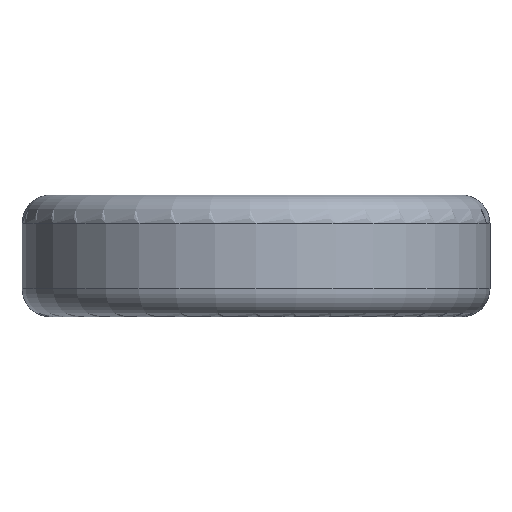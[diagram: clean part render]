
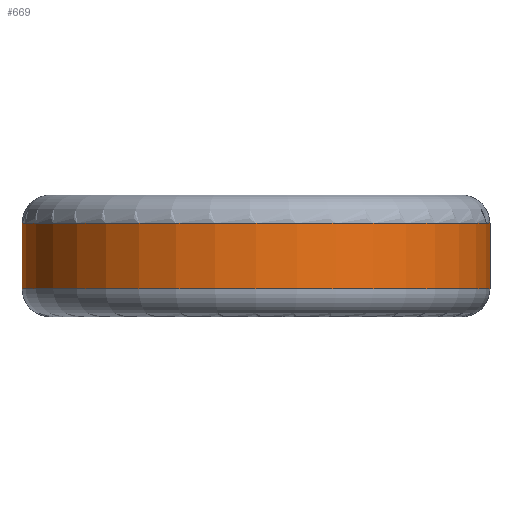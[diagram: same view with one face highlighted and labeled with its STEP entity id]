
A CAD part, front view. The second image highlights one B-rep face of the part: STEP entity #669.
In plain terms, the highlighted cylindrical face has radius 8.25 mm (diameter 16.5 mm), a partial arc.
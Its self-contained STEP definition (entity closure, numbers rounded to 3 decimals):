
#40=CARTESIAN_POINT('',(0.,0.,3.3));
#41=DIRECTION('',(0.,0.,1.));
#42=DIRECTION('',(-1.,0.,0.));
#43=AXIS2_PLACEMENT_3D('',#40,#41,#42);
#45=CARTESIAN_POINT('',(0.,0.,1.));
#46=DIRECTION('',(0.,0.,-1.));
#47=DIRECTION('',(1.,0.,0.));
#48=AXIS2_PLACEMENT_3D('',#45,#46,#47);
#50=DIRECTION('',(0.,0.,1.));
#51=VECTOR('',#50,2.3);
#52=CARTESIAN_POINT('',(-8.25,0.,1.));
#53=LINE('',#52,#51);
#158=DIRECTION('',(0.,0.,1.));
#159=VECTOR('',#158,2.3);
#160=CARTESIAN_POINT('',(8.25,0.,1.));
#161=LINE('',#160,#159);
#595=CARTESIAN_POINT('',(-8.25,0.,3.3));
#596=CARTESIAN_POINT('',(8.25,0.,3.3));
#597=VERTEX_POINT('',#595);
#598=VERTEX_POINT('',#596);
#601=CARTESIAN_POINT('',(8.25,0.,1.));
#602=CARTESIAN_POINT('',(-8.25,0.,1.));
#603=VERTEX_POINT('',#601);
#604=VERTEX_POINT('',#602);
#655=CARTESIAN_POINT('',(0.,0.,0.));
#656=DIRECTION('',(0.,0.,1.));
#657=DIRECTION('',(1.,0.,0.));
#658=AXIS2_PLACEMENT_3D('',#655,#656,#657);
#659=CYLINDRICAL_SURFACE('',#658,8.25);
#661=ORIENTED_EDGE('',*,*,#660,.T.);
#663=ORIENTED_EDGE('',*,*,#662,.F.);
#664=ORIENTED_EDGE('',*,*,#641,.T.);
#666=ORIENTED_EDGE('',*,*,#665,.T.);
#667=EDGE_LOOP('',(#661,#663,#664,#666));
#668=FACE_OUTER_BOUND('',#667,.F.);
#44=CIRCLE('',#43,8.25);
#49=CIRCLE('',#48,8.25);
#641=EDGE_CURVE('',#603,#604,#49,.T.);
#660=EDGE_CURVE('',#597,#598,#44,.T.);
#662=EDGE_CURVE('',#603,#598,#161,.T.);
#665=EDGE_CURVE('',#604,#597,#53,.T.);
#669=ADVANCED_FACE('',(#668),#659,.T.);
